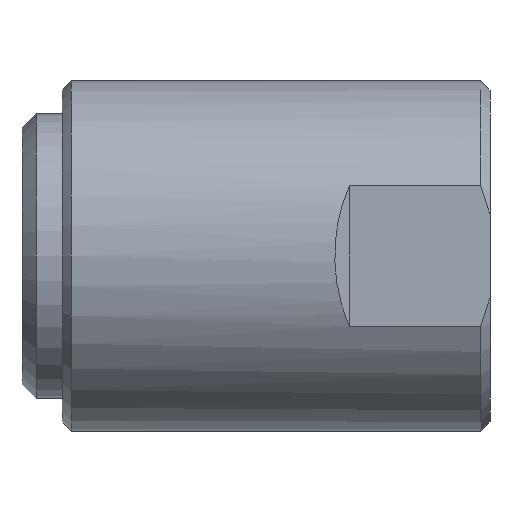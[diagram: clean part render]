
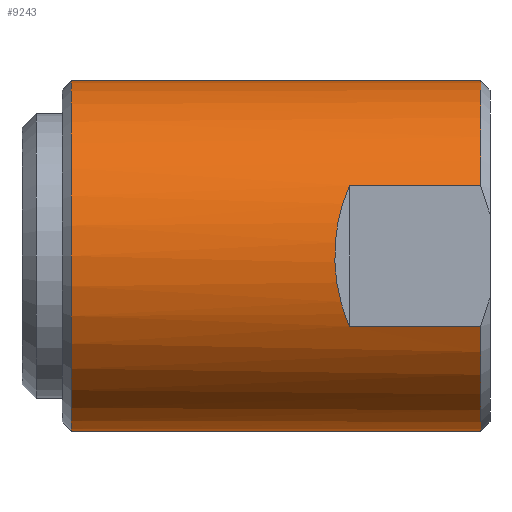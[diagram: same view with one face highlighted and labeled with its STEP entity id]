
A CAD part, front view. The second image highlights one B-rep face of the part: STEP entity #9243.
In plain terms, the highlighted cylindrical face has radius 9.512 mm (diameter 19.025 mm), a partial arc.
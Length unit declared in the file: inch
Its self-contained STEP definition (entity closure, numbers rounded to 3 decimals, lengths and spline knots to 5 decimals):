
#124 = ORIENTED_EDGE ( 'NONE', *, *, #4140, .T. ) ;
#219 = CARTESIAN_POINT ( 'NONE',  ( 0.76075, 0., -0.3745 ) ) ;
#367 = EDGE_CURVE ( 'NONE', #7003, #9847, #5599, .T. ) ;
#458 = CIRCLE ( 'NONE', #3068, 0.3745 ) ;
#602 = CARTESIAN_POINT ( 'NONE',  ( -0.11325, 0., 0.3745 ) ) ;
#684 = CARTESIAN_POINT ( 'NONE',  ( 0.48075, -0.343, -0.15034 ) ) ;
#1122 = CARTESIAN_POINT ( 'NONE',  ( 0., -0.343, -0.15034 ) ) ;
#1201 = VERTEX_POINT ( 'NONE', #8078 ) ;
#1255 = ORIENTED_EDGE ( 'NONE', *, *, #2741, .F. ) ;
#1691 = DIRECTION ( 'NONE',  ( 0., 0., 1. ) ) ;
#1757 = EDGE_CURVE ( 'NONE', #8802, #7847, #9332, .T. ) ;
#1792 = CARTESIAN_POINT ( 'NONE',  ( 0.48075, -0.343, 0.15034 ) ) ;
#1797 = CARTESIAN_POINT ( 'NONE',  ( 0., -0.343, 0.15034 ) ) ;
#1976 = ORIENTED_EDGE ( 'NONE', *, *, #3688, .T. ) ;
#2016 = ORIENTED_EDGE ( 'NONE', *, *, #1757, .T. ) ;
#2087 = CARTESIAN_POINT ( 'NONE',  ( 0., 0., -0.3745 ) ) ;
#2153 = AXIS2_PLACEMENT_3D ( 'NONE', #9712, #7952, #6077 ) ;
#2323 = DIRECTION ( 'NONE',  ( 0., 0., 1. ) ) ;
#2383 = DIRECTION ( 'NONE',  ( -1., 0., 0. ) ) ;
#2512 = FACE_OUTER_BOUND ( 'NONE', #4869, .T. ) ;
#2741 = EDGE_CURVE ( 'NONE', #9847, #7847, #5204, .T. ) ;
#2992 = VERTEX_POINT ( 'NONE', #10738 ) ;
#3068 = AXIS2_PLACEMENT_3D ( 'NONE', #4139, #2383, #2323 ) ;
#3113 = CARTESIAN_POINT ( 'NONE',  ( 0.76075, 0., 0.3745 ) ) ;
#3325 = DIRECTION ( 'NONE',  ( 0., 0., 1. ) ) ;
#3364 = DIRECTION ( 'NONE',  ( -1., 0., 0. ) ) ;
#3688 = EDGE_CURVE ( 'NONE', #1201, #8802, #11095, .T. ) ;
#4099 = EDGE_CURVE ( 'NONE', #7611, #8012, #8063, .T. ) ;
#4139 = CARTESIAN_POINT ( 'NONE',  ( 0.76075, 0., 0. ) ) ;
#4140 = EDGE_CURVE ( 'NONE', #7003, #2992, #458, .T. ) ;
#4415 = VECTOR ( 'NONE', #4713, 39.37008 ) ;
#4713 = DIRECTION ( 'NONE',  ( -1., 0., 0. ) ) ;
#4869 = EDGE_LOOP ( 'NONE', ( #5083, #124, #11238, #8137, #5214, #1976, #2016, #1255 ) ) ;
#5083 = ORIENTED_EDGE ( 'NONE', *, *, #367, .F. ) ;
#5204 = CIRCLE ( 'NONE', #7804, 0.3745 ) ;
#5214 = ORIENTED_EDGE ( 'NONE', *, *, #5480, .F. ) ;
#5264 = CYLINDRICAL_SURFACE ( 'NONE', #2153, 0.3745 ) ;
#5480 = EDGE_CURVE ( 'NONE', #1201, #7611, #7230, .T. ) ;
#5599 = LINE ( 'NONE', #2087, #4415 ) ;
#5833 = EDGE_CURVE ( 'NONE', #8012, #2992, #10732, .T. ) ;
#6015 = DIRECTION ( 'NONE',  ( -1., 0., 0. ) ) ;
#6050 = AXIS2_PLACEMENT_3D ( 'NONE', #6189, #6015, #1691 ) ;
#6077 = DIRECTION ( 'NONE',  ( 0., 0., 1. ) ) ;
#6189 = CARTESIAN_POINT ( 'NONE',  ( 0.76075, 0., 0. ) ) ;
#6768 = CARTESIAN_POINT ( 'NONE',  ( 0.43813, -0.38562, -0.05309 ) ) ;
#7003 = VERTEX_POINT ( 'NONE', #219 ) ;
#7230 = LINE ( 'NONE', #1797, #7596 ) ;
#7240 = CARTESIAN_POINT ( 'NONE',  ( -0.11325, 0., -0.3745 ) ) ;
#7271 = DIRECTION ( 'NONE',  ( 1., 0., 0. ) ) ;
#7596 = VECTOR ( 'NONE', #10809, 39.37008 ) ;
#7611 = VERTEX_POINT ( 'NONE', #1792 ) ;
#7703 = CARTESIAN_POINT ( 'NONE',  ( 0.43813, -0.38562, 0.05309 ) ) ;
#7804 = AXIS2_PLACEMENT_3D ( 'NONE', #7940, #10639, #3325 ) ;
#7808 = CARTESIAN_POINT ( 'NONE',  ( 0., 0., 0.3745 ) ) ;
#7847 = VERTEX_POINT ( 'NONE', #602 ) ;
#7940 = CARTESIAN_POINT ( 'NONE',  ( -0.11325, 0., 0. ) ) ;
#7952 = DIRECTION ( 'NONE',  ( -1., 0., 0. ) ) ;
#8012 = VERTEX_POINT ( 'NONE', #9789 ) ;
#8063 =( BOUNDED_CURVE ( )  B_SPLINE_CURVE ( 3, ( #11278, #7703, #6768, #684 ),
 .UNSPECIFIED., .F., .F. ) 
 B_SPLINE_CURVE_WITH_KNOTS ( ( 4, 4 ),
 ( 5.8701, 6.69627 ),
 .UNSPECIFIED. ) 
 CURVE ( )  GEOMETRIC_REPRESENTATION_ITEM ( )  RATIONAL_B_SPLINE_CURVE ( ( 1., 0.944, 0.944, 1. ) ) 
 REPRESENTATION_ITEM ( '' )  );
#8078 = CARTESIAN_POINT ( 'NONE',  ( 0.76075, -0.343, 0.15034 ) ) ;
#8137 = ORIENTED_EDGE ( 'NONE', *, *, #4099, .F. ) ;
#8802 = VERTEX_POINT ( 'NONE', #3113 ) ;
#9101 = VECTOR ( 'NONE', #3364, 39.37008 ) ;
#9243 = ADVANCED_FACE ( 'NONE', ( #2512 ), #5264, .T. ) ;
#9332 = LINE ( 'NONE', #7808, #9101 ) ;
#9712 = CARTESIAN_POINT ( 'NONE',  ( 0., 0., 0. ) ) ;
#9789 = CARTESIAN_POINT ( 'NONE',  ( 0.48075, -0.343, -0.15034 ) ) ;
#9847 = VERTEX_POINT ( 'NONE', #7240 ) ;
#10423 = VECTOR ( 'NONE', #7271, 39.37008 ) ;
#10639 = DIRECTION ( 'NONE',  ( -1., 0., 0. ) ) ;
#10732 = LINE ( 'NONE', #1122, #10423 ) ;
#10738 = CARTESIAN_POINT ( 'NONE',  ( 0.76075, -0.343, -0.15034 ) ) ;
#10809 = DIRECTION ( 'NONE',  ( -1., 0., 0. ) ) ;
#11095 = CIRCLE ( 'NONE', #6050, 0.3745 ) ;
#11238 = ORIENTED_EDGE ( 'NONE', *, *, #5833, .F. ) ;
#11278 = CARTESIAN_POINT ( 'NONE',  ( 0.48075, -0.343, 0.15034 ) ) ;
